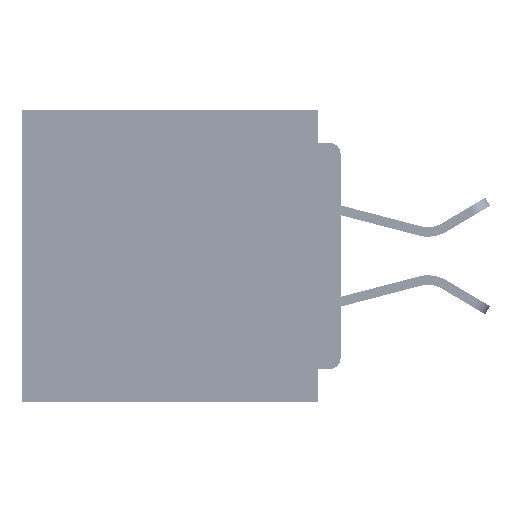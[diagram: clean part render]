
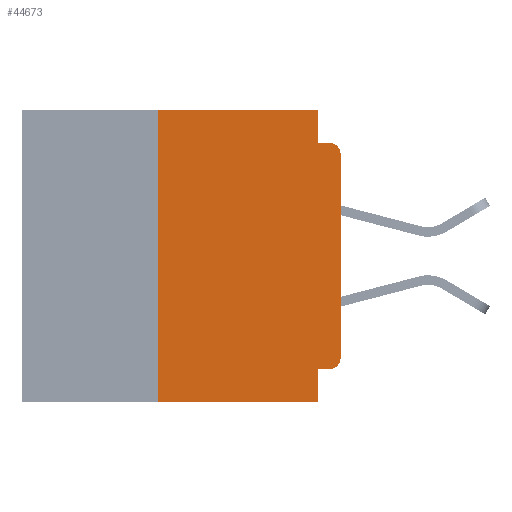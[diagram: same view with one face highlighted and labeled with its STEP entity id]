
A CAD part, left-side view. The second image highlights one B-rep face of the part: STEP entity #44673.
In plain terms, the highlighted planar face has unit normal (-1, 0, 0).
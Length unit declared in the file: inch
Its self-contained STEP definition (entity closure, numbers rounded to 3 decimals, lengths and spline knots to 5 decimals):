
#737 = AXIS2_PLACEMENT_3D ( 'NONE', #55474, #28348, #1084 ) ;
#809 = DIRECTION ( 'NONE',  ( 0., -1., 0. ) ) ;
#1084 = DIRECTION ( 'NONE',  ( 0., 0., -1. ) ) ;
#1826 = CARTESIAN_POINT ( 'NONE',  ( 0., 0.25, -0.4 ) ) ;
#2280 = EDGE_LOOP ( 'NONE', ( #33569, #37027, #21409, #57537, #15037, #4394, #7280, #32817, #10126, #25003 ) ) ;
#2444 = VERTEX_POINT ( 'NONE', #56060 ) ;
#4394 = ORIENTED_EDGE ( 'NONE', *, *, #17525, .F. ) ;
#5504 = CARTESIAN_POINT ( 'NONE',  ( 0., 0.015, -0.34 ) ) ;
#6962 = VECTOR ( 'NONE', #7377, 39.37008 ) ;
#7280 = ORIENTED_EDGE ( 'NONE', *, *, #55636, .T. ) ;
#7377 = DIRECTION ( 'NONE',  ( 0., 0., 1. ) ) ;
#8308 = VECTOR ( 'NONE', #40338, 39.37008 ) ;
#9383 = AXIS2_PLACEMENT_3D ( 'NONE', #5504, #37198, #10052 ) ;
#9646 = DIRECTION ( 'NONE',  ( 1., 0., 0. ) ) ;
#10052 = DIRECTION ( 'NONE',  ( 0., 0., -1. ) ) ;
#10126 = ORIENTED_EDGE ( 'NONE', *, *, #35554, .F. ) ;
#10538 = VECTOR ( 'NONE', #12644, 39.37008 ) ;
#10595 = VECTOR ( 'NONE', #809, 39.37008 ) ;
#12088 = CARTESIAN_POINT ( 'NONE',  ( 0., 0.015, -0.045 ) ) ;
#12644 = DIRECTION ( 'NONE',  ( 0., 0., -1. ) ) ;
#13364 = VERTEX_POINT ( 'NONE', #22663 ) ;
#14587 = VERTEX_POINT ( 'NONE', #53480 ) ;
#14837 = EDGE_CURVE ( 'NONE', #14587, #48522, #25008, .T. ) ;
#15037 = ORIENTED_EDGE ( 'NONE', *, *, #48941, .F. ) ;
#15153 = EDGE_CURVE ( 'NONE', #30000, #17909, #53344, .T. ) ;
#15224 = LINE ( 'NONE', #54815, #28735 ) ;
#16395 = CARTESIAN_POINT ( 'NONE',  ( 0., 0.031, -0.4 ) ) ;
#17525 = EDGE_CURVE ( 'NONE', #34590, #2444, #31068, .T. ) ;
#17909 = VERTEX_POINT ( 'NONE', #37459 ) ;
#21409 = ORIENTED_EDGE ( 'NONE', *, *, #34558, .F. ) ;
#21773 = CARTESIAN_POINT ( 'NONE',  ( 0., 0.031, -0.4 ) ) ;
#22212 = DIRECTION ( 'NONE',  ( 0., 1., 0. ) ) ;
#22663 = CARTESIAN_POINT ( 'NONE',  ( 0., 0., -0.06 ) ) ;
#23879 = CARTESIAN_POINT ( 'NONE',  ( 0., 0.031, 0. ) ) ;
#24932 = LINE ( 'NONE', #51485, #56818 ) ;
#25003 = ORIENTED_EDGE ( 'NONE', *, *, #14837, .T. ) ;
#25008 = CIRCLE ( 'NONE', #9383, 0.015 ) ;
#25493 = VECTOR ( 'NONE', #22212, 39.37008 ) ;
#26424 = AXIS2_PLACEMENT_3D ( 'NONE', #36804, #9646, #41355 ) ;
#26501 = EDGE_CURVE ( 'NONE', #48522, #13364, #15224, .T. ) ;
#27664 = DIRECTION ( 'NONE',  ( 0., 0., 1. ) ) ;
#27675 = PLANE ( 'NONE',  #26424 ) ;
#28348 = DIRECTION ( 'NONE',  ( -1., 0., 0. ) ) ;
#28735 = VECTOR ( 'NONE', #27664, 39.37008 ) ;
#29240 = VECTOR ( 'NONE', #40148, 39.37008 ) ;
#30000 = VERTEX_POINT ( 'NONE', #23879 ) ;
#31068 = LINE ( 'NONE', #57268, #6962 ) ;
#32463 = LINE ( 'NONE', #49470, #8308 ) ;
#32817 = ORIENTED_EDGE ( 'NONE', *, *, #48226, .F. ) ;
#32857 = CARTESIAN_POINT ( 'NONE',  ( 0., 0., -0.34 ) ) ;
#33569 = ORIENTED_EDGE ( 'NONE', *, *, #26501, .T. ) ;
#34558 = EDGE_CURVE ( 'NONE', #17909, #37116, #24932, .T. ) ;
#34590 = VERTEX_POINT ( 'NONE', #1826 ) ;
#34669 = LINE ( 'NONE', #21773, #10538 ) ;
#35554 = EDGE_CURVE ( 'NONE', #14587, #43211, #37608, .T. ) ;
#35580 = CARTESIAN_POINT ( 'NONE',  ( 0., 0.031, 0. ) ) ;
#36804 = CARTESIAN_POINT ( 'NONE',  ( 0., 0.437, 0. ) ) ;
#37027 = ORIENTED_EDGE ( 'NONE', *, *, #40436, .T. ) ;
#37116 = VERTEX_POINT ( 'NONE', #12088 ) ;
#37198 = DIRECTION ( 'NONE',  ( -1., 0., 0. ) ) ;
#37459 = CARTESIAN_POINT ( 'NONE',  ( 0., 0.031, -0.045 ) ) ;
#37608 = LINE ( 'NONE', #58241, #25493 ) ;
#39141 = CARTESIAN_POINT ( 'NONE',  ( 0., 0.031, -0.355 ) ) ;
#40148 = DIRECTION ( 'NONE',  ( 0., 0., -1. ) ) ;
#40338 = DIRECTION ( 'NONE',  ( 0., -1., 0. ) ) ;
#40436 = EDGE_CURVE ( 'NONE', #13364, #37116, #49608, .T. ) ;
#41355 = DIRECTION ( 'NONE',  ( 0., 0., -1. ) ) ;
#42364 = DIRECTION ( 'NONE',  ( 0., -1., 0. ) ) ;
#43211 = VERTEX_POINT ( 'NONE', #39141 ) ;
#44673 = ADVANCED_FACE ( 'NONE', ( #53425 ), #27675, .F. ) ;
#45378 = LINE ( 'NONE', #55214, #10595 ) ;
#48226 = EDGE_CURVE ( 'NONE', #43211, #56572, #34669, .T. ) ;
#48522 = VERTEX_POINT ( 'NONE', #32857 ) ;
#48941 = EDGE_CURVE ( 'NONE', #2444, #30000, #32463, .T. ) ;
#49470 = CARTESIAN_POINT ( 'NONE',  ( 0., 0.437, 0. ) ) ;
#49608 = CIRCLE ( 'NONE', #737, 0.015 ) ;
#51485 = CARTESIAN_POINT ( 'NONE',  ( 0., 0., -0.045 ) ) ;
#53344 = LINE ( 'NONE', #35580, #29240 ) ;
#53425 = FACE_OUTER_BOUND ( 'NONE', #2280, .T. ) ;
#53480 = CARTESIAN_POINT ( 'NONE',  ( 0., 0.015, -0.355 ) ) ;
#54815 = CARTESIAN_POINT ( 'NONE',  ( 0., 0., 0. ) ) ;
#55214 = CARTESIAN_POINT ( 'NONE',  ( 0., 0.437, -0.4 ) ) ;
#55474 = CARTESIAN_POINT ( 'NONE',  ( 0., 0.015, -0.06 ) ) ;
#55636 = EDGE_CURVE ( 'NONE', #34590, #56572, #45378, .T. ) ;
#56060 = CARTESIAN_POINT ( 'NONE',  ( 0., 0.25, 0. ) ) ;
#56572 = VERTEX_POINT ( 'NONE', #16395 ) ;
#56818 = VECTOR ( 'NONE', #42364, 39.37008 ) ;
#57268 = CARTESIAN_POINT ( 'NONE',  ( 0., 0.25, -0.4 ) ) ;
#57537 = ORIENTED_EDGE ( 'NONE', *, *, #15153, .F. ) ;
#58241 = CARTESIAN_POINT ( 'NONE',  ( 0., 0., -0.355 ) ) ;
